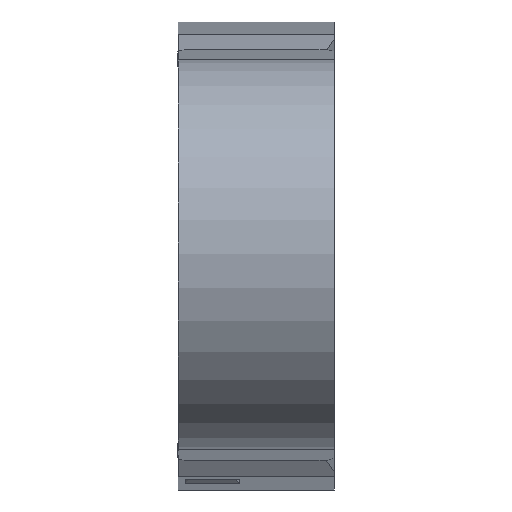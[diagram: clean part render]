
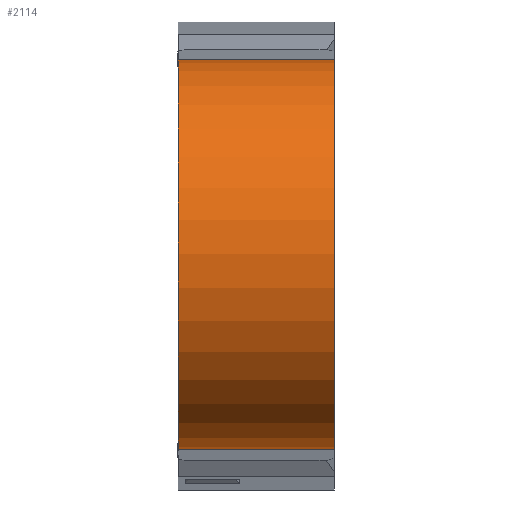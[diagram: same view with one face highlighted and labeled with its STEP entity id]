
A CAD part, top view. The second image highlights one B-rep face of the part: STEP entity #2114.
In plain terms, the highlighted cylindrical face has radius 31.75 mm (diameter 63.5 mm), a partial arc.
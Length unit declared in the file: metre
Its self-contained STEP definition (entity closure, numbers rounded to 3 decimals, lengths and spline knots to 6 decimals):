
#24=CYLINDRICAL_SURFACE('',#2263,0.03175);
#64=CIRCLE('',#2245,0.03175);
#66=CIRCLE('',#2249,0.03175);
#141=FACE_OUTER_BOUND('',#257,.T.);
#257=EDGE_LOOP('',(#1658,#1659,#1660,#1661));
#505=LINE('',#3392,#760);
#523=LINE('',#3430,#778);
#760=VECTOR('',#2623,0.0254);
#778=VECTOR('',#2655,0.0254);
#966=VERTEX_POINT('',#3250);
#967=VERTEX_POINT('',#3252);
#979=VERTEX_POINT('',#3288);
#980=VERTEX_POINT('',#3290);
#1201=EDGE_CURVE('',#967,#966,#64,.T.);
#1218=EDGE_CURVE('',#980,#979,#66,.T.);
#1257=EDGE_CURVE('',#979,#967,#505,.T.);
#1277=EDGE_CURVE('',#980,#966,#523,.T.);
#1658=ORIENTED_EDGE('',*,*,#1277,.F.);
#1659=ORIENTED_EDGE('',*,*,#1218,.T.);
#1660=ORIENTED_EDGE('',*,*,#1257,.T.);
#1661=ORIENTED_EDGE('',*,*,#1201,.T.);
#2114=ADVANCED_FACE('',(#141),#24,.T.);
#2245=AXIS2_PLACEMENT_3D('',#3253,#2557,#2558);
#2249=AXIS2_PLACEMENT_3D('',#3291,#2579,#2580);
#2263=AXIS2_PLACEMENT_3D('',#3441,#2658,#2659);
#2557=DIRECTION('center_axis',(-1.,0.,0.));
#2558=DIRECTION('ref_axis',(0.,0.,1.));
#2579=DIRECTION('center_axis',(1.,0.,0.));
#2580=DIRECTION('ref_axis',(0.,0.,-1.));
#2623=DIRECTION('',(1.,0.,0.));
#2655=DIRECTION('',(1.,0.,0.));
#2658=DIRECTION('center_axis',(1.,0.,0.));
#2659=DIRECTION('ref_axis',(0.,0.,1.));
#3250=CARTESIAN_POINT('',(-0.0127,0.03175,0.21082));
#3252=CARTESIAN_POINT('',(-0.0127,-0.03175,0.21082));
#3253=CARTESIAN_POINT('Origin',(-0.0127,0.,0.21082));
#3288=CARTESIAN_POINT('',(-0.0381,-0.03175,0.21082));
#3290=CARTESIAN_POINT('',(-0.0381,0.03175,0.21082));
#3291=CARTESIAN_POINT('Origin',(-0.0381,0.,0.21082));
#3392=CARTESIAN_POINT('',(-0.0381,-0.03175,0.21082));
#3430=CARTESIAN_POINT('',(-0.0381,0.03175,0.21082));
#3441=CARTESIAN_POINT('Origin',(-0.0508,0.,0.21082));
